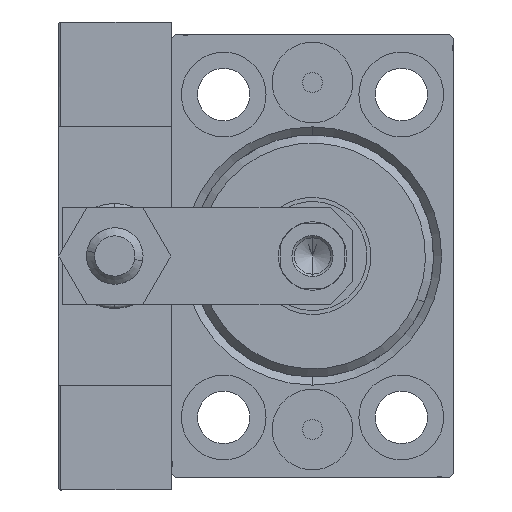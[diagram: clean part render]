
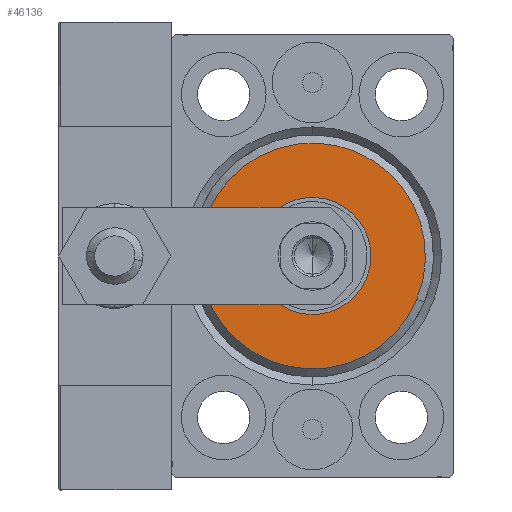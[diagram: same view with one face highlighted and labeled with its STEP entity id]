
A CAD part, left-side view. The second image highlights one B-rep face of the part: STEP entity #46136.
In plain terms, the highlighted face is planar.
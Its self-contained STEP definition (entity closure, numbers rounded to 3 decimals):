
#583 = DIRECTION ( 'NONE',  ( 0., 0., -1. ) ) ;
#4818 = AXIS2_PLACEMENT_3D ( 'NONE', #37492, #18214, #6293 ) ;
#5829 = DIRECTION ( 'NONE',  ( 0., 0., -1. ) ) ;
#6281 = EDGE_CURVE ( 'NONE', #16785, #33105, #13504, .T. ) ;
#6293 = DIRECTION ( 'NONE',  ( 0., 0., -1. ) ) ;
#6411 = CIRCLE ( 'NONE', #10471, 14. ) ;
#8431 = FACE_OUTER_BOUND ( 'NONE', #49280, .T. ) ;
#8710 = ORIENTED_EDGE ( 'NONE', *, *, #12686, .F. ) ;
#9260 = EDGE_LOOP ( 'NONE', ( #8710, #20262 ) ) ;
#10471 = AXIS2_PLACEMENT_3D ( 'NONE', #48486, #25618, #32995 ) ;
#11257 = CARTESIAN_POINT ( 'NONE',  ( 3., 0., 0. ) ) ;
#12686 = EDGE_CURVE ( 'NONE', #26511, #17964, #49401, .T. ) ;
#13504 = CIRCLE ( 'NONE', #22408, 14. ) ;
#14057 = CARTESIAN_POINT ( 'NONE',  ( 3., 0., -7.25 ) ) ;
#14459 = CARTESIAN_POINT ( 'NONE',  ( 3., 0., 0. ) ) ;
#16785 = VERTEX_POINT ( 'NONE', #40459 ) ;
#17964 = VERTEX_POINT ( 'NONE', #49773 ) ;
#18214 = DIRECTION ( 'NONE',  ( 1., 0., 0. ) ) ;
#18866 = DIRECTION ( 'NONE',  ( 1., 0., 0. ) ) ;
#18937 = AXIS2_PLACEMENT_3D ( 'NONE', #35327, #35831, #583 ) ;
#19256 = CARTESIAN_POINT ( 'NONE',  ( 3., 0., 14. ) ) ;
#20262 = ORIENTED_EDGE ( 'NONE', *, *, #23829, .F. ) ;
#22305 = DIRECTION ( 'NONE',  ( 1., 0., 0. ) ) ;
#22336 = EDGE_CURVE ( 'NONE', #33105, #16785, #6411, .T. ) ;
#22408 = AXIS2_PLACEMENT_3D ( 'NONE', #14459, #22305, #5829 ) ;
#22826 = ORIENTED_EDGE ( 'NONE', *, *, #22336, .T. ) ;
#23829 = EDGE_CURVE ( 'NONE', #17964, #26511, #47812, .T. ) ;
#25618 = DIRECTION ( 'NONE',  ( 1., 0., 0. ) ) ;
#26511 = VERTEX_POINT ( 'NONE', #14057 ) ;
#27448 = PLANE ( 'NONE',  #18937 ) ;
#28670 = ORIENTED_EDGE ( 'NONE', *, *, #6281, .T. ) ;
#31578 = AXIS2_PLACEMENT_3D ( 'NONE', #11257, #18866, #34344 ) ;
#32995 = DIRECTION ( 'NONE',  ( 0., 0., -1. ) ) ;
#33105 = VERTEX_POINT ( 'NONE', #19256 ) ;
#34344 = DIRECTION ( 'NONE',  ( 0., 0., -1. ) ) ;
#35071 = FACE_BOUND ( 'NONE', #9260, .T. ) ;
#35327 = CARTESIAN_POINT ( 'NONE',  ( 3., 0., 0. ) ) ;
#35831 = DIRECTION ( 'NONE',  ( 1., 0., 0. ) ) ;
#37492 = CARTESIAN_POINT ( 'NONE',  ( 3., 0., 0. ) ) ;
#40459 = CARTESIAN_POINT ( 'NONE',  ( 3., 0., -14. ) ) ;
#46136 = ADVANCED_FACE ( 'NONE', ( #8431, #35071 ), #27448, .T. ) ;
#47812 = CIRCLE ( 'NONE', #31578, 7.25 ) ;
#48486 = CARTESIAN_POINT ( 'NONE',  ( 3., 0., 0. ) ) ;
#49280 = EDGE_LOOP ( 'NONE', ( #22826, #28670 ) ) ;
#49401 = CIRCLE ( 'NONE', #4818, 7.25 ) ;
#49773 = CARTESIAN_POINT ( 'NONE',  ( 3., 0., 7.25 ) ) ;
